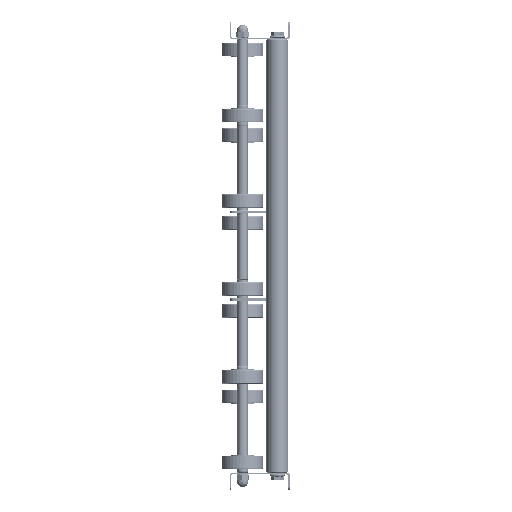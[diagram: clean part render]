
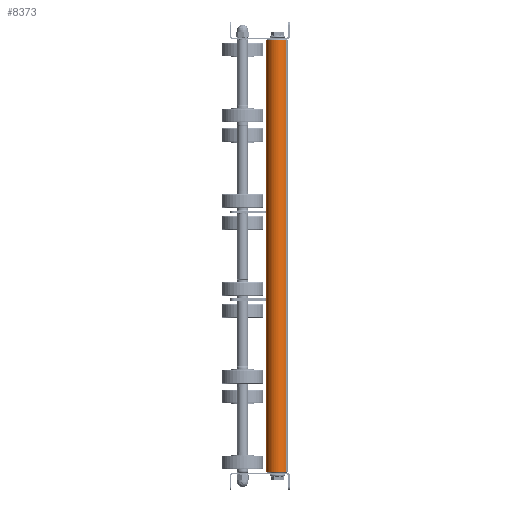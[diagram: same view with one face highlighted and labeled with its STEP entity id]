
A CAD part, left-side view. The second image highlights one B-rep face of the part: STEP entity #8373.
In plain terms, the highlighted cylindrical face has radius 12.5 mm (diameter 25 mm), a partial arc.
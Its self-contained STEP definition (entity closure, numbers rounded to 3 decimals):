
#390 = DIRECTION ( 'NONE',  ( 1., 0., 0. ) ) ;
#1204 = ORIENTED_EDGE ( 'NONE', *, *, #14841, .F. ) ;
#1610 = DIRECTION ( 'NONE',  ( -1., 0., 0. ) ) ;
#1813 = FACE_OUTER_BOUND ( 'NONE', #9727, .T. ) ;
#2870 = DIRECTION ( 'NONE',  ( -1., 0., 0. ) ) ;
#3460 = DIRECTION ( 'NONE',  ( 0., 0., 1. ) ) ;
#4054 = DIRECTION ( 'NONE',  ( -1., 0., 0. ) ) ;
#4282 = LINE ( 'NONE', #20595, #7392 ) ;
#4508 = ORIENTED_EDGE ( 'NONE', *, *, #13766, .T. ) ;
#5104 = VERTEX_POINT ( 'NONE', #11229 ) ;
#6017 = VECTOR ( 'NONE', #4054, 1000. ) ;
#6027 = AXIS2_PLACEMENT_3D ( 'NONE', #15958, #17937, #11058 ) ;
#6361 = CARTESIAN_POINT ( 'NONE',  ( 1., 0., 12.5 ) ) ;
#7113 = VERTEX_POINT ( 'NONE', #7431 ) ;
#7392 = VECTOR ( 'NONE', #2870, 1000. ) ;
#7431 = CARTESIAN_POINT ( 'NONE',  ( 499., 0., 12.5 ) ) ;
#8073 = CARTESIAN_POINT ( 'NONE',  ( 1., 0., -12.5 ) ) ;
#8373 = ADVANCED_FACE ( 'NONE', ( #1813 ), #10057, .T. ) ;
#8967 = CARTESIAN_POINT ( 'NONE',  ( 1., 0., 0. ) ) ;
#9727 = EDGE_LOOP ( 'NONE', ( #1204, #14244, #4508, #11066 ) ) ;
#9787 = EDGE_CURVE ( 'NONE', #10476, #20580, #17299, .T. ) ;
#10057 = CYLINDRICAL_SURFACE ( 'NONE', #20769, 12.5 ) ;
#10476 = VERTEX_POINT ( 'NONE', #6361 ) ;
#11058 = DIRECTION ( 'NONE',  ( 0., 0., -1. ) ) ;
#11066 = ORIENTED_EDGE ( 'NONE', *, *, #9787, .T. ) ;
#11229 = CARTESIAN_POINT ( 'NONE',  ( 499., 0., -12.5 ) ) ;
#12589 = CIRCLE ( 'NONE', #6027, 12.5 ) ;
#13766 = EDGE_CURVE ( 'NONE', #7113, #10476, #4282, .T. ) ;
#14244 = ORIENTED_EDGE ( 'NONE', *, *, #21341, .T. ) ;
#14841 = EDGE_CURVE ( 'NONE', #5104, #20580, #20473, .T. ) ;
#15558 = CARTESIAN_POINT ( 'NONE',  ( 500., 0., -12.5 ) ) ;
#15607 = DIRECTION ( 'NONE',  ( 0., 0., -1. ) ) ;
#15958 = CARTESIAN_POINT ( 'NONE',  ( 499., 0., 0. ) ) ;
#17299 = CIRCLE ( 'NONE', #20765, 12.5 ) ;
#17937 = DIRECTION ( 'NONE',  ( -1., 0., 0. ) ) ;
#18263 = CARTESIAN_POINT ( 'NONE',  ( 500., 0., 0. ) ) ;
#20473 = LINE ( 'NONE', #15558, #6017 ) ;
#20580 = VERTEX_POINT ( 'NONE', #8073 ) ;
#20595 = CARTESIAN_POINT ( 'NONE',  ( 500., 0., 12.5 ) ) ;
#20765 = AXIS2_PLACEMENT_3D ( 'NONE', #8967, #390, #15607 ) ;
#20769 = AXIS2_PLACEMENT_3D ( 'NONE', #18263, #1610, #3460 ) ;
#21341 = EDGE_CURVE ( 'NONE', #5104, #7113, #12589, .T. ) ;
